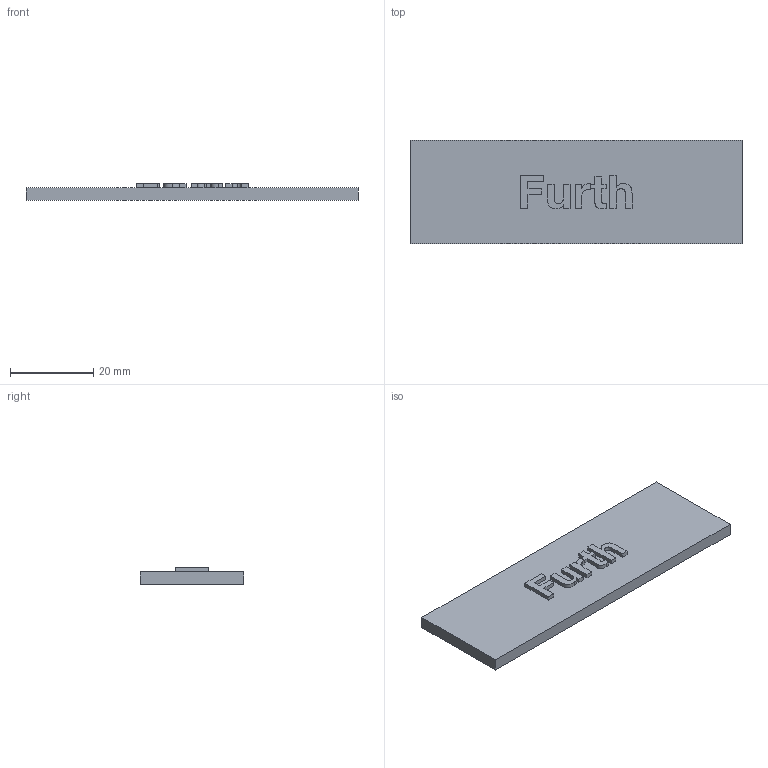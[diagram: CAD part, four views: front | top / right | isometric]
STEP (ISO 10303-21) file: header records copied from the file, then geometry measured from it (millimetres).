
FILE_DESCRIPTION(/* description */ (''),/* implementation_level */ '2;1');
FILE_NAME(/* name */ 'stationfurth.stp',/* time_stamp */ '2026-03-26T16:41:09+01:00',/* author */ ('goram'),/* organization */ (''),/* preprocessor_version */ 'ST-DEVELOPER v19.2',/* originating_system */ 'Autodesk Inventor 2023',/* authorisation */ '');
FILE_SCHEMA (('AUTOMOTIVE_DESIGN { 1 0 10303 214 3 1 1 }'));
Length unit declared in the file: millimetre
Products named in the file (1): stationsignname
Bounding box: 80 x 25 x 4 mm (x, y, z)
Volume: 6097.1 mm3; surface area: 4775.5 mm2
Topology: 1 solids, 1 shells, 74 faces, 201 edges, 134 vertices
Faces by surface type: plane 58, bspline 16
Entity records: 2440 total; most frequent: CARTESIAN_POINT 634, ORIENTED_EDGE 402, DIRECTION 287, EDGE_CURVE 201, LINE 169, VECTOR 169, VERTEX_POINT 134, EDGE_LOOP 79
